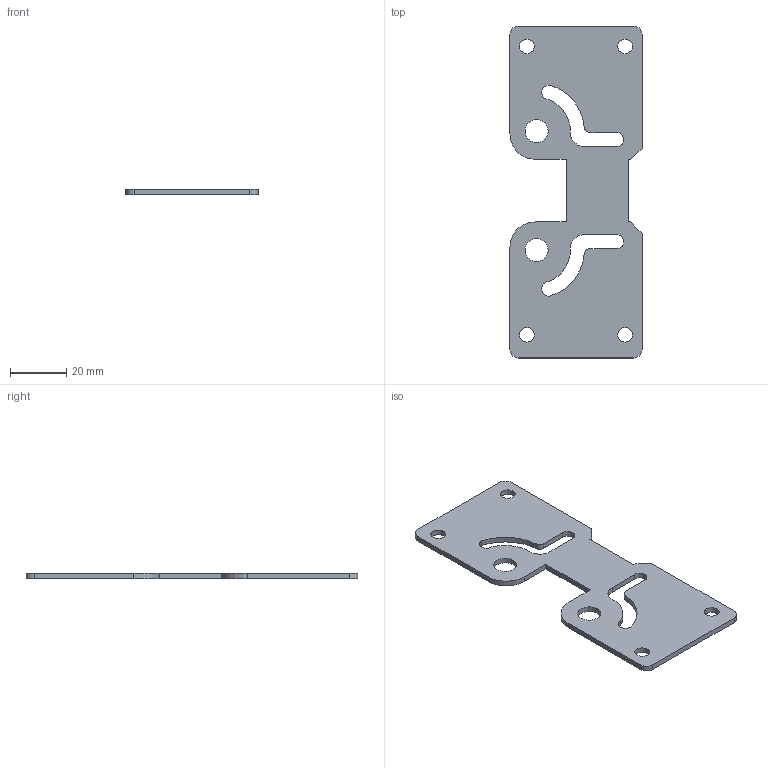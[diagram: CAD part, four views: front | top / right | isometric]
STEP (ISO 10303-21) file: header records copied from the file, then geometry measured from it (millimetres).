
FILE_DESCRIPTION(('FreeCAD Model'),'2;1');
FILE_NAME('Open CASCADE Shape Model','2024-09-19T15:48:28',(''),(''), 'Open CASCADE STEP processor 7.6','FreeCAD','Unknown');
FILE_SCHEMA(('AUTOMOTIVE_DESIGN { 1 0 10303 214 1 1 1 1 }'));
Length unit declared in the file: millimetre
Products named in the file (6): Door_Latch_Frame; Unfold; Unfold_Sketch; Unfold_Sketch_Outline; Unfold_Sketch_Internal; Unfold_Sketch_bends
Assembly tree (5 placements, depth 2):
  Door_Latch_Frame
    Unfold
    Unfold_Sketch
    Unfold_Sketch_Outline
    Unfold_Sketch_Internal
    Unfold_Sketch_bends
Bounding box: 47 x 118.09 x 2 mm (x, y, z)
Volume: 8719.2 mm3; surface area: 10012.4 mm2
Topology: 1 solids, 1 shells, 44 faces, 214 edges, 248 vertices
Faces by surface type: cylinder 24, plane 20
Full cylindrical faces by diameter (mm): 5.2 x4, 8.2 x2
Entity records: 4197 total; most frequent: CARTESIAN_POINT 928, DIRECTION 630, LINE 314, VECTOR 314, ORIENTED_EDGE 252, PCURVE 252, DEFINITIONAL_REPRESENTATION 252, AXIS2_PLACEMENT_3D 146
